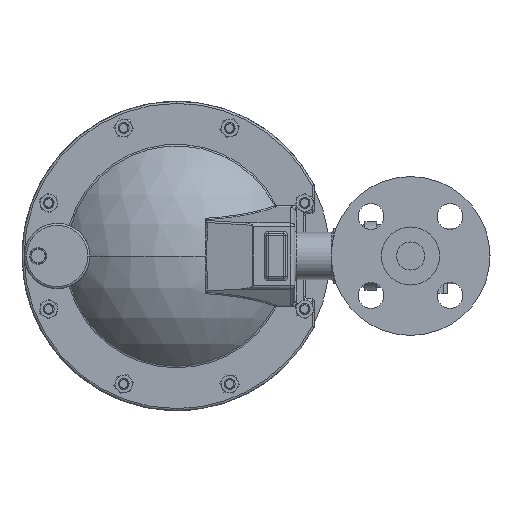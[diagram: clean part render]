
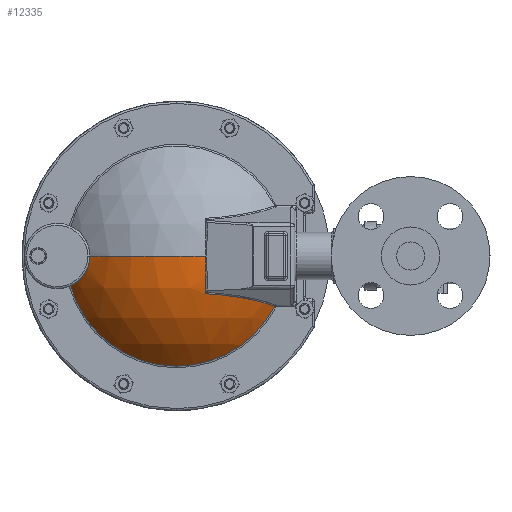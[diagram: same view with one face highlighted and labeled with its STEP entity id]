
A CAD part, left-side view. The second image highlights one B-rep face of the part: STEP entity #12335.
In plain terms, the highlighted spherical face has radius 101.6 mm.
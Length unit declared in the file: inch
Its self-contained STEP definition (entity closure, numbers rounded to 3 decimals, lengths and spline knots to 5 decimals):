
#240 = CARTESIAN_POINT ( 'NONE',  ( 1.54116, 11.46351, 2.57239 ) ) ;
#247 = CARTESIAN_POINT ( 'NONE',  ( 4.64185, 8.09151, 2.57239 ) ) ;
#354 = ORIENTED_EDGE ( 'NONE', *, *, #17716, .F. ) ;
#673 = CARTESIAN_POINT ( 'NONE',  ( 1.56302, 11.48294, 2.37924 ) ) ;
#759 = CARTESIAN_POINT ( 'NONE',  ( 1.54665, 11.46842, 2.46114 ) ) ;
#768 = CARTESIAN_POINT ( 'NONE',  ( 1.54116, 11.46351, 2.51642 ) ) ;
#781 = DIRECTION ( 'NONE',  ( 0., -1., 0. ) ) ;
#1299 = CARTESIAN_POINT ( 'NONE',  ( 1.54116, 11.46351, 2.57239 ) ) ;
#1449 = AXIS2_PLACEMENT_3D ( 'NONE', #11400, #11366, #11295 ) ;
#1563 = B_SPLINE_CURVE_WITH_KNOTS ( 'NONE', 3,
 ( #1299, #768, #759, #673, #1924, #2340, #2168, #2539, #2439, #18643, #17861, #17796, #17681, #17563, #17538, #17510, #17215, #17100, #17068, #16975, #16853, #16825, #16684, #16673, #16412, #16351 ),
 .UNSPECIFIED., .F., .F.,
 ( 4, 2, 2, 2, 2, 2, 2, 2, 2, 2, 2, 2, 4 ),
 ( 0.03388, 0.03811, 0.04023, 0.04235, 0.04447, 0.04658, 0.05082, 0.05293, 0.05505, 0.05929, 0.0614, 0.06352, 0.06775 ),
 .UNSPECIFIED. ) ;
#1817 = CARTESIAN_POINT ( 'NONE',  ( 2.24579, 12.02048, 1.70751 ) ) ;
#1924 = CARTESIAN_POINT ( 'NONE',  ( 1.56975, 11.4889, 2.35259 ) ) ;
#2168 = CARTESIAN_POINT ( 'NONE',  ( 1.59453, 11.51072, 2.2755 ) ) ;
#2340 = CARTESIAN_POINT ( 'NONE',  ( 1.5855, 11.50278, 2.30074 ) ) ;
#2350 = DIRECTION ( 'NONE',  ( 0., 1., 0. ) ) ;
#2439 = CARTESIAN_POINT ( 'NONE',  ( 1.62609, 11.53823, 2.20222 ) ) ;
#2539 = CARTESIAN_POINT ( 'NONE',  ( 1.61479, 11.52841, 2.2263 ) ) ;
#2895 = CARTESIAN_POINT ( 'NONE',  ( 4.64185, 8.93651, 2.57239 ) ) ;
#3061 = SPHERICAL_SURFACE ( 'NONE', #10297, 4. ) ;
#3176 = CARTESIAN_POINT ( 'NONE',  ( 0.77806, 8.09151, 1.9748 ) ) ;
#3217 = EDGE_CURVE ( 'NONE', #6371, #15227, #13257, .T. ) ;
#3523 = VERTEX_POINT ( 'NONE', #9986 ) ;
#4648 = CIRCLE ( 'NONE', #5139, 3.20295 ) ;
#5139 = AXIS2_PLACEMENT_3D ( 'NONE', #20676, #21454, #21424 ) ;
#5403 = CIRCLE ( 'NONE', #15989, 3.44666 ) ;
#5978 = DIRECTION ( 'NONE',  ( 0., 0., -1. ) ) ;
#6203 = DIRECTION ( 'NONE',  ( 0., 1., 0. ) ) ;
#6233 = EDGE_CURVE ( 'NONE', #13364, #3523, #6481, .T. ) ;
#6371 = VERTEX_POINT ( 'NONE', #240 ) ;
#6377 = DIRECTION ( 'NONE',  ( 0., 0., -1. ) ) ;
#6481 = CIRCLE ( 'NONE', #1449, 3.20295 ) ;
#6624 = CARTESIAN_POINT ( 'NONE',  ( 0.88885, 8.09151, 1.47649 ) ) ;
#6760 = DIRECTION ( 'NONE',  ( 0., 0., -1. ) ) ;
#7148 = ORIENTED_EDGE ( 'NONE', *, *, #7661, .T. ) ;
#7160 = VERTEX_POINT ( 'NONE', #7585 ) ;
#7261 = DIRECTION ( 'NONE',  ( 0., 0., 1. ) ) ;
#7540 = AXIS2_PLACEMENT_3D ( 'NONE', #13359, #7261, #8196 ) ;
#7585 = CARTESIAN_POINT ( 'NONE',  ( 0.73212, 8.09151, 2.57239 ) ) ;
#7661 = EDGE_CURVE ( 'NONE', #6371, #23108, #1563, .T. ) ;
#8020 = CARTESIAN_POINT ( 'NONE',  ( 2.24579, 8.93651, -0.63056 ) ) ;
#8196 = DIRECTION ( 'NONE',  ( 1., 0., 0. ) ) ;
#8686 = ORIENTED_EDGE ( 'NONE', *, *, #20882, .F. ) ;
#9515 = EDGE_CURVE ( 'NONE', #7160, #15227, #13998, .T. ) ;
#9986 = CARTESIAN_POINT ( 'NONE',  ( 2.24579, 6.08541, 1.1129 ) ) ;
#10297 = AXIS2_PLACEMENT_3D ( 'NONE', #2895, #5978, #2350 ) ;
#11264 = CARTESIAN_POINT ( 'NONE',  ( 4.64185, 8.93651, 2.57239 ) ) ;
#11295 = DIRECTION ( 'NONE',  ( 0., 0., -1. ) ) ;
#11366 = DIRECTION ( 'NONE',  ( -1., 0., 0. ) ) ;
#11397 = CIRCLE ( 'NONE', #18330, 3.90973 ) ;
#11400 = CARTESIAN_POINT ( 'NONE',  ( 2.24579, 8.93651, 2.57239 ) ) ;
#11931 = CARTESIAN_POINT ( 'NONE',  ( 4.64185, 8.09151, 2.57239 ) ) ;
#12037 = AXIS2_PLACEMENT_3D ( 'NONE', #247, #23391, #19403 ) ;
#12335 = ADVANCED_FACE ( 'NONE', ( #21768 ), #3061, .T. ) ;
#13254 = ORIENTED_EDGE ( 'NONE', *, *, #6233, .T. ) ;
#13257 = CIRCLE ( 'NONE', #7540, 4. ) ;
#13359 = CARTESIAN_POINT ( 'NONE',  ( 4.64185, 8.93651, 2.57239 ) ) ;
#13364 = VERTEX_POINT ( 'NONE', #8020 ) ;
#13442 = CARTESIAN_POINT ( 'NONE',  ( 4.11647, 8.93651, 0.61165 ) ) ;
#13868 = ORIENTED_EDGE ( 'NONE', *, *, #9515, .T. ) ;
#13979 = EDGE_CURVE ( 'NONE', #23108, #13364, #4648, .T. ) ;
#13998 = CIRCLE ( 'NONE', #19983, 4. ) ;
#14490 = ORIENTED_EDGE ( 'NONE', *, *, #3217, .F. ) ;
#15227 = VERTEX_POINT ( 'NONE', #20198 ) ;
#15989 = AXIS2_PLACEMENT_3D ( 'NONE', #13442, #17056, #22820 ) ;
#16351 = CARTESIAN_POINT ( 'NONE',  ( 2.24579, 12.02048, 1.70751 ) ) ;
#16412 = CARTESIAN_POINT ( 'NONE',  ( 2.20105, 11.98965, 1.72152 ) ) ;
#16673 = CARTESIAN_POINT ( 'NONE',  ( 2.15727, 11.95862, 1.7376 ) ) ;
#16684 = CARTESIAN_POINT ( 'NONE',  ( 2.09309, 11.91197, 1.76537 ) ) ;
#16825 = CARTESIAN_POINT ( 'NONE',  ( 2.07191, 11.89637, 1.77526 ) ) ;
#16853 = CARTESIAN_POINT ( 'NONE',  ( 2.03032, 11.86538, 1.79625 ) ) ;
#16975 = CARTESIAN_POINT ( 'NONE',  ( 2.00988, 11.84997, 1.80735 ) ) ;
#17056 = DIRECTION ( 'NONE',  ( -0.259, 0., -0.966 ) ) ;
#17068 = CARTESIAN_POINT ( 'NONE',  ( 1.94971, 11.80408, 1.84262 ) ) ;
#17100 = CARTESIAN_POINT ( 'NONE',  ( 1.91109, 11.77392, 1.86873 ) ) ;
#17215 = CARTESIAN_POINT ( 'NONE',  ( 1.85561, 11.72976, 1.91254 ) ) ;
#17510 = CARTESIAN_POINT ( 'NONE',  ( 1.83753, 11.71522, 1.92791 ) ) ;
#17538 = CARTESIAN_POINT ( 'NONE',  ( 1.80224, 11.68658, 1.9604 ) ) ;
#17563 = CARTESIAN_POINT ( 'NONE',  ( 1.78497, 11.67243, 1.97758 ) ) ;
#17681 = CARTESIAN_POINT ( 'NONE',  ( 1.73507, 11.63119, 2.03154 ) ) ;
#17716 = EDGE_CURVE ( 'NONE', #7160, #23059, #11397, .T. ) ;
#17796 = CARTESIAN_POINT ( 'NONE',  ( 1.70453, 11.60548, 2.07047 ) ) ;
#17861 = CARTESIAN_POINT ( 'NONE',  ( 1.66332, 11.57033, 2.13406 ) ) ;
#18330 = AXIS2_PLACEMENT_3D ( 'NONE', #11931, #781, #6760 ) ;
#18392 = ORIENTED_EDGE ( 'NONE', *, *, #18924, .T. ) ;
#18604 = ORIENTED_EDGE ( 'NONE', *, *, #13979, .T. ) ;
#18643 = CARTESIAN_POINT ( 'NONE',  ( 1.65035, 11.55919, 2.15613 ) ) ;
#18842 = VERTEX_POINT ( 'NONE', #6624 ) ;
#18924 = EDGE_CURVE ( 'NONE', #3523, #18842, #5403, .T. ) ;
#19403 = DIRECTION ( 'NONE',  ( 0., 0., -1. ) ) ;
#19983 = AXIS2_PLACEMENT_3D ( 'NONE', #11264, #6377, #6203 ) ;
#20198 = CARTESIAN_POINT ( 'NONE',  ( 0.64185, 8.93651, 2.57239 ) ) ;
#20676 = CARTESIAN_POINT ( 'NONE',  ( 2.24579, 8.93651, 2.57239 ) ) ;
#20882 = EDGE_CURVE ( 'NONE', #23059, #18842, #21985, .T. ) ;
#21424 = DIRECTION ( 'NONE',  ( 0., 0., -1. ) ) ;
#21454 = DIRECTION ( 'NONE',  ( -1., 0., 0. ) ) ;
#21768 = FACE_OUTER_BOUND ( 'NONE', #22188, .T. ) ;
#21985 = CIRCLE ( 'NONE', #12037, 3.90973 ) ;
#22188 = EDGE_LOOP ( 'NONE', ( #354, #13868, #14490, #7148, #18604, #13254, #18392, #8686 ) ) ;
#22820 = DIRECTION ( 'NONE',  ( -0.966, 0., 0.259 ) ) ;
#23059 = VERTEX_POINT ( 'NONE', #3176 ) ;
#23108 = VERTEX_POINT ( 'NONE', #1817 ) ;
#23391 = DIRECTION ( 'NONE',  ( 0., -1., 0. ) ) ;
